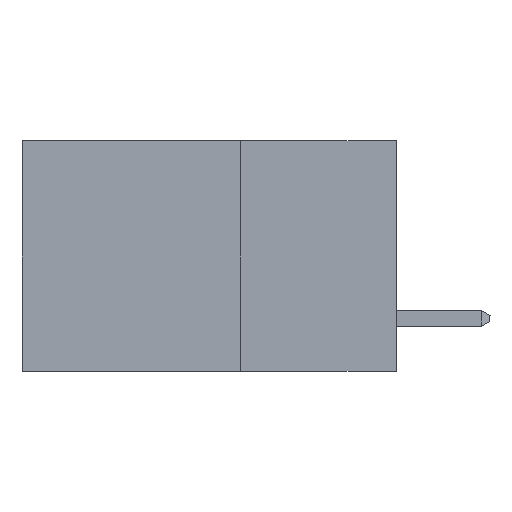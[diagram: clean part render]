
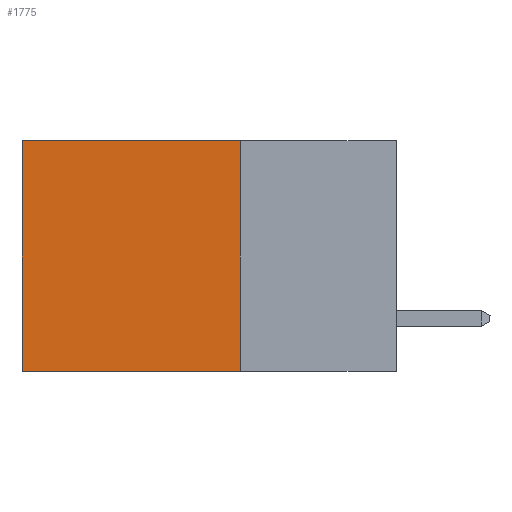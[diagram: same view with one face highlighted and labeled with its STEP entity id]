
A CAD part, left-side view. The second image highlights one B-rep face of the part: STEP entity #1775.
In plain terms, the highlighted planar face has unit normal (-1, 0, 0).
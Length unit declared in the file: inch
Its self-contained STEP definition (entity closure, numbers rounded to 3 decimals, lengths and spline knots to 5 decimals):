
#687 = ORIENTED_EDGE ( 'NONE', *, *, #2456, .T. ) ;
#869 = ORIENTED_EDGE ( 'NONE', *, *, #5342, .F. ) ;
#1775 = ADVANCED_FACE ( 'NONE', ( #10571 ), #14061, .F. ) ;
#1820 = EDGE_CURVE ( 'NONE', #4688, #3053, #3319, .T. ) ;
#2325 = CARTESIAN_POINT ( 'NONE',  ( 0.2615, 0.25, -0.37 ) ) ;
#2456 = EDGE_CURVE ( 'NONE', #5627, #4688, #6768, .T. ) ;
#2542 = CARTESIAN_POINT ( 'NONE',  ( 0.2615, 0.6, -0.37 ) ) ;
#2780 = AXIS2_PLACEMENT_3D ( 'NONE', #2325, #14045, #14320 ) ;
#3053 = VERTEX_POINT ( 'NONE', #4199 ) ;
#3319 = LINE ( 'NONE', #2542, #12544 ) ;
#4199 = CARTESIAN_POINT ( 'NONE',  ( 0.2615, 0.6, -0.37 ) ) ;
#4632 = CARTESIAN_POINT ( 'NONE',  ( 0.2615, 0.25, 0. ) ) ;
#4688 = VERTEX_POINT ( 'NONE', #5929 ) ;
#4695 = EDGE_CURVE ( 'NONE', #5627, #11054, #8229, .T. ) ;
#5192 = VECTOR ( 'NONE', #6547, 39.37008 ) ;
#5342 = EDGE_CURVE ( 'NONE', #11054, #3053, #9520, .T. ) ;
#5576 = DIRECTION ( 'NONE',  ( 0., 1., 0. ) ) ;
#5627 = VERTEX_POINT ( 'NONE', #4632 ) ;
#5816 = DIRECTION ( 'NONE',  ( 0., 0., -1. ) ) ;
#5866 = CARTESIAN_POINT ( 'NONE',  ( 0.2615, 0.25, -0.37 ) ) ;
#5929 = CARTESIAN_POINT ( 'NONE',  ( 0.2615, 0.6, 0. ) ) ;
#6128 = ORIENTED_EDGE ( 'NONE', *, *, #4695, .F. ) ;
#6386 = VECTOR ( 'NONE', #5576, 39.37008 ) ;
#6547 = DIRECTION ( 'NONE',  ( 0., 1., 0. ) ) ;
#6689 = ORIENTED_EDGE ( 'NONE', *, *, #1820, .T. ) ;
#6768 = LINE ( 'NONE', #10157, #6386 ) ;
#7092 = EDGE_LOOP ( 'NONE', ( #6689, #869, #6128, #687 ) ) ;
#7470 = VECTOR ( 'NONE', #5816, 39.37008 ) ;
#7778 = CARTESIAN_POINT ( 'NONE',  ( 0.2615, 0.25, -0.37 ) ) ;
#8229 = LINE ( 'NONE', #5866, #7470 ) ;
#9093 = CARTESIAN_POINT ( 'NONE',  ( 0.2615, 0.25, -0.37 ) ) ;
#9520 = LINE ( 'NONE', #7778, #5192 ) ;
#10157 = CARTESIAN_POINT ( 'NONE',  ( 0.2615, 0.25, 0. ) ) ;
#10571 = FACE_OUTER_BOUND ( 'NONE', #7092, .T. ) ;
#11054 = VERTEX_POINT ( 'NONE', #9093 ) ;
#11244 = DIRECTION ( 'NONE',  ( 0., 0., -1. ) ) ;
#12544 = VECTOR ( 'NONE', #11244, 39.37008 ) ;
#14045 = DIRECTION ( 'NONE',  ( 1., 0., 0. ) ) ;
#14061 = PLANE ( 'NONE',  #2780 ) ;
#14320 = DIRECTION ( 'NONE',  ( 0., 0., -1. ) ) ;
